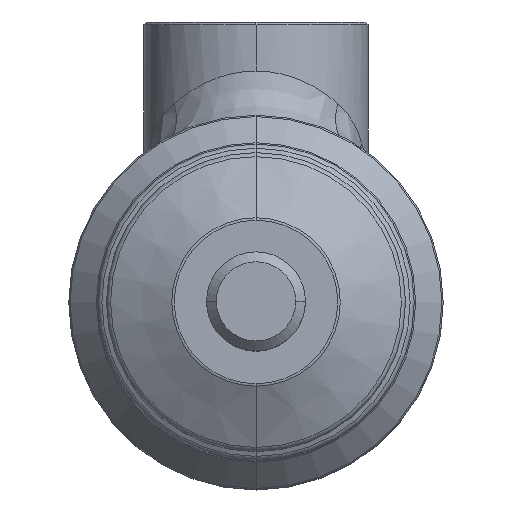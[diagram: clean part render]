
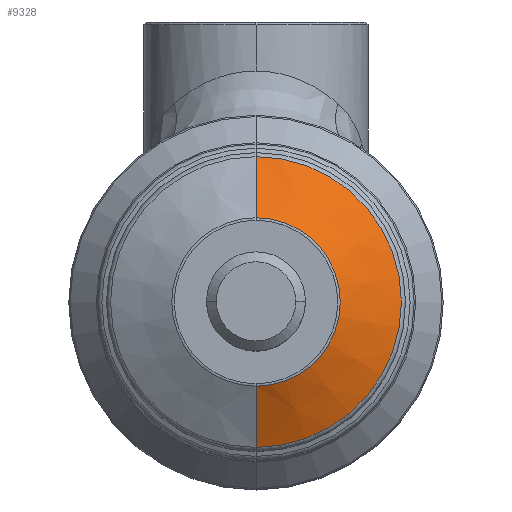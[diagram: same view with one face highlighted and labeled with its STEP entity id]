
A CAD part, top view. The second image highlights one B-rep face of the part: STEP entity #9328.
In plain terms, the highlighted conical face has half-angle 61.697 degrees and reference radius 15.242 mm.
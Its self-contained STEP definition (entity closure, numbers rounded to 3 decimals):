
#494 = CARTESIAN_POINT ( 'NONE',  ( 0., 8.111, 48.84 ) ) ;
#783 = AXIS2_PLACEMENT_3D ( 'NONE', #13690, #8989, #13468 ) ;
#1710 = VERTEX_POINT ( 'NONE', #6633 ) ;
#1943 = ORIENTED_EDGE ( 'NONE', *, *, #6897, .T. ) ;
#2288 = CARTESIAN_POINT ( 'NONE',  ( 0., -14., 45.669 ) ) ;
#2580 = ORIENTED_EDGE ( 'NONE', *, *, #4424, .F. ) ;
#2891 = LINE ( 'NONE', #13622, #5065 ) ;
#2957 = VERTEX_POINT ( 'NONE', #2288 ) ;
#2963 = DIRECTION ( 'NONE',  ( 0., -0.88, -0.474 ) ) ;
#2990 = CIRCLE ( 'NONE', #11668, 14. ) ;
#3227 = CARTESIAN_POINT ( 'NONE',  ( 0., 0., 45. ) ) ;
#3511 = EDGE_CURVE ( 'NONE', #8244, #1710, #9662, .T. ) ;
#4424 = EDGE_CURVE ( 'NONE', #8244, #15307, #14095, .T. ) ;
#4556 = DIRECTION ( 'NONE',  ( 0., 1., 0. ) ) ;
#5065 = VECTOR ( 'NONE', #2963, 1000. ) ;
#5264 = AXIS2_PLACEMENT_3D ( 'NONE', #3227, #11195, #4556 ) ;
#5776 = EDGE_LOOP ( 'NONE', ( #11896, #10055, #1943, #2580 ) ) ;
#6633 = CARTESIAN_POINT ( 'NONE',  ( 0., -8.111, 48.84 ) ) ;
#6897 = EDGE_CURVE ( 'NONE', #2957, #15307, #2990, .T. ) ;
#8167 = CARTESIAN_POINT ( 'NONE',  ( 0., 15.242, 45. ) ) ;
#8244 = VERTEX_POINT ( 'NONE', #494 ) ;
#8989 = DIRECTION ( 'NONE',  ( 0., 0., -1. ) ) ;
#9328 = ADVANCED_FACE ( 'NONE', ( #15043 ), #13204, .T. ) ;
#9662 = CIRCLE ( 'NONE', #783, 8.111 ) ;
#10055 = ORIENTED_EDGE ( 'NONE', *, *, #11300, .T. ) ;
#10710 = VECTOR ( 'NONE', #14172, 1000. ) ;
#11195 = DIRECTION ( 'NONE',  ( 0., 0., -1. ) ) ;
#11300 = EDGE_CURVE ( 'NONE', #1710, #2957, #2891, .T. ) ;
#11668 = AXIS2_PLACEMENT_3D ( 'NONE', #14529, #14687, #12110 ) ;
#11896 = ORIENTED_EDGE ( 'NONE', *, *, #3511, .T. ) ;
#12110 = DIRECTION ( 'NONE',  ( 0., -1., 0. ) ) ;
#13204 = CONICAL_SURFACE ( 'NONE', #5264, 15.242, 1.077 ) ;
#13468 = DIRECTION ( 'NONE',  ( 0., -1., 0. ) ) ;
#13622 = CARTESIAN_POINT ( 'NONE',  ( 0., -15.242, 45. ) ) ;
#13690 = CARTESIAN_POINT ( 'NONE',  ( 0., 0., 48.84 ) ) ;
#14095 = LINE ( 'NONE', #8167, #10710 ) ;
#14172 = DIRECTION ( 'NONE',  ( 0., 0.88, -0.474 ) ) ;
#14529 = CARTESIAN_POINT ( 'NONE',  ( 0., 0., 45.669 ) ) ;
#14687 = DIRECTION ( 'NONE',  ( 0., 0., 1. ) ) ;
#15043 = FACE_OUTER_BOUND ( 'NONE', #5776, .T. ) ;
#15262 = CARTESIAN_POINT ( 'NONE',  ( 0., 14., 45.669 ) ) ;
#15307 = VERTEX_POINT ( 'NONE', #15262 ) ;
